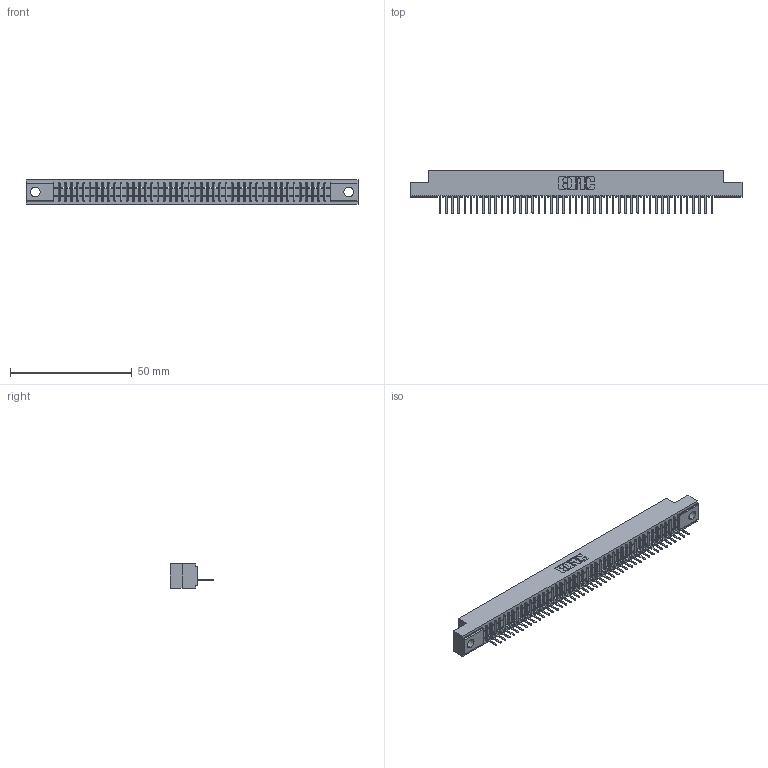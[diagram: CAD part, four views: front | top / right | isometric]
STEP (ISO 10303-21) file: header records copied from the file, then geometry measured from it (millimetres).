
FILE_DESCRIPTION (( 'STEP AP203' ), '1' );
FILE_NAME ('391-045-521-104.STEP', '2018-08-09T02:54:03', ( '' ), ( '' ), 'SwSTEP 2.0', 'SolidWorks 2016', '' );
FILE_SCHEMA (( 'CONFIG_CONTROL_DESIGN' ));
Length unit declared in the file: inch
Products named in the file (3): 341 Part_.156 (3.96) Dia Mounting Holes; 341-292-001_341-292-121; 391-045-521-104
Assembly tree (46 placements, depth 2):
  391-045-521-104
    341 Part_.156 (3.96) Dia Mounting Holes
    341-292-001_341-292-121  x45
Bounding box: 136.53 x 17.7 x 10.16 mm (x, y, z)
Volume: 9690.5 mm3; surface area: 15140.3 mm2
Topology: 46 solids, 46 shells, 3820 faces, 11017 edges, 7070 vertices
Faces by surface type: plane 2377, cylinder 1263, sphere 92, torus 88
Entity records: 53038 total; most frequent: CARTESIAN_POINT 9016, ORIENTED_EDGE 9002, DIRECTION 8693, EDGE_CURVE 4501, VECTOR 3647, LINE 3647, VERTEX_POINT 2846, AXIS2_PLACEMENT_3D 2523
